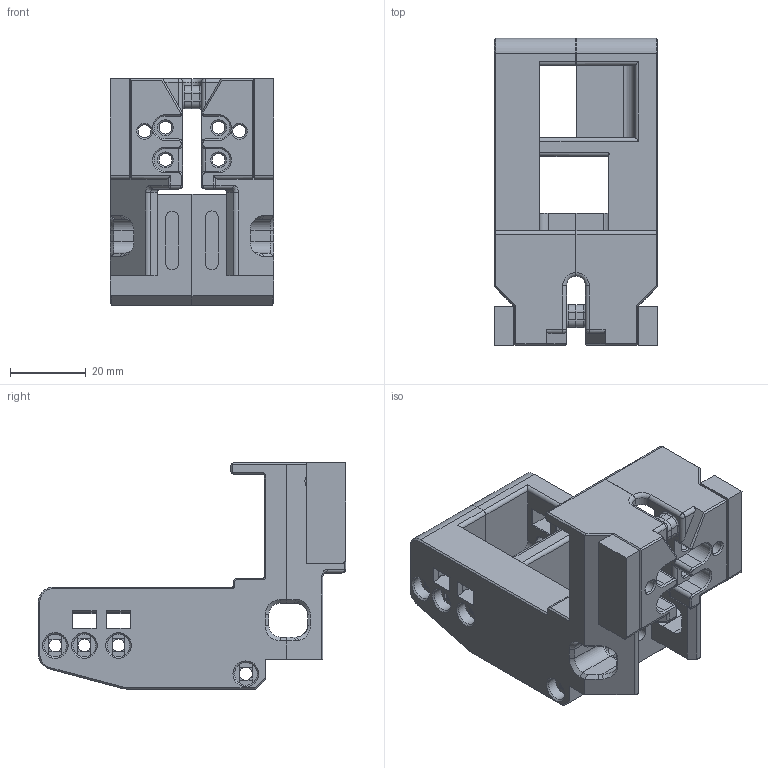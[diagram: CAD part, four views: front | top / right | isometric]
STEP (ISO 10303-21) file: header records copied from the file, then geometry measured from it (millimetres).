
FILE_DESCRIPTION(/* description */ (''),/* implementation_level */ '2;1');
FILE_NAME(/* name */ 'x_carriage_db_anthead.step',/* time_stamp */ '2025-10-05T13:21:47-04:00',/* author */ (''),/* organization */ (''),/* preprocessor_version */ 'ST-DEVELOPER v20.1',/* originating_system */ 'Autodesk Translation Framework v14.17.0.0',/* authorisation */ '');
FILE_SCHEMA (('AUTOMOTIVE_DESIGN { 1 0 10303 214 3 1 1 }'));
Length unit declared in the file: millimetre
Products named in the file (1): x_carriage_db_anthead
Bounding box: 43.2 x 81.08 x 59.82 mm (x, y, z)
Volume: 60936.4 mm3; surface area: 29361.4 mm2
Topology: 4 solids, 6 shells, 710 faces, 1838 edges, 1142 vertices
Faces by surface type: plane 392, cylinder 209, cone 64, bspline 22, torus 17, sphere 6
Full cylindrical faces by diameter (mm): 3.4 x16, 4.6 x2, 4.7 x4, 6 x5
Entity records: 22046 total; most frequent: CARTESIAN_POINT 4371, DIRECTION 3708, ORIENTED_EDGE 3672, EDGE_CURVE 1836, LINE 1244, VECTOR 1244, AXIS2_PLACEMENT_3D 1232, VERTEX_POINT 1142
